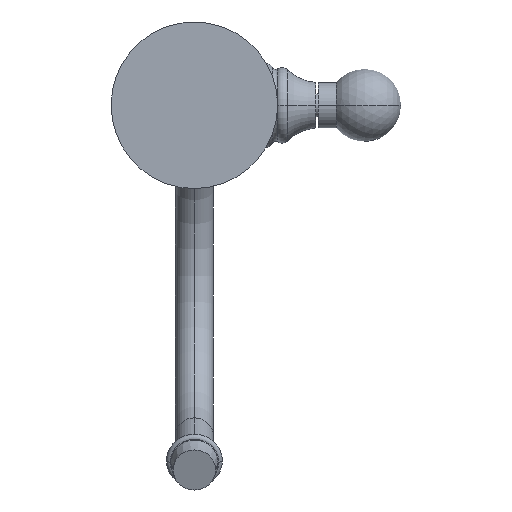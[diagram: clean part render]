
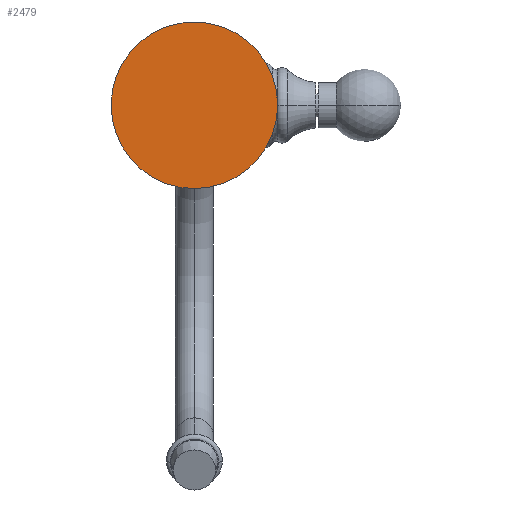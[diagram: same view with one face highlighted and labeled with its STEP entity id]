
A CAD part, front view. The second image highlights one B-rep face of the part: STEP entity #2479.
In plain terms, the highlighted planar face has unit normal (0, -1, 0).
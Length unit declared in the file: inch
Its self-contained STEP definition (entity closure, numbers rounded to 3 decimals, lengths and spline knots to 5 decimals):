
#2=CARTESIAN_POINT('',(0.,0.,0.));
#3=DIRECTION('',(0.,-1.,0.));
#4=DIRECTION('',(1.,0.,0.));
#5=AXIS2_PLACEMENT_3D('',#2,#3,#4);
#17=CARTESIAN_POINT('',(0.,0.,0.));
#18=DIRECTION('',(0.,1.,0.));
#19=DIRECTION('',(1.,0.,0.));
#20=AXIS2_PLACEMENT_3D('',#17,#18,#19);
#938=CARTESIAN_POINT('',(1.1,0.,0.));
#940=VERTEX_POINT('',#938);
#942=CARTESIAN_POINT('',(-1.1,0.,0.));
#944=VERTEX_POINT('',#942);
#2470=CARTESIAN_POINT('',(0.,0.,0.));
#2471=DIRECTION('',(0.,-1.,0.));
#2472=DIRECTION('',(-1.,0.,0.));
#2473=AXIS2_PLACEMENT_3D('',#2470,#2471,#2472);
#2474=PLANE('',#2473);
#2475=ORIENTED_EDGE('',*,*,#1151,.F.);
#2476=ORIENTED_EDGE('',*,*,#1169,.T.);
#2477=EDGE_LOOP('',(#2475,#2476));
#2478=FACE_OUTER_BOUND('',#2477,.F.);
#2479=ADVANCED_FACE('',(#2478),#2474,.T.);
#6=CIRCLE('',#5,1.1);
#21=CIRCLE('',#20,1.1);
#1151=EDGE_CURVE('',#940,#944,#6,.T.);
#1169=EDGE_CURVE('',#940,#944,#21,.T.);
